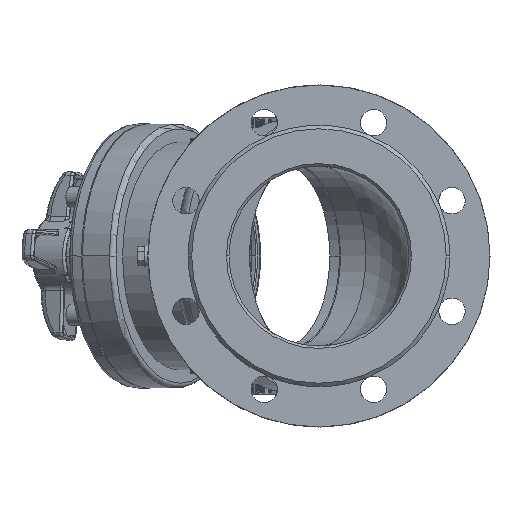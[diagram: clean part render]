
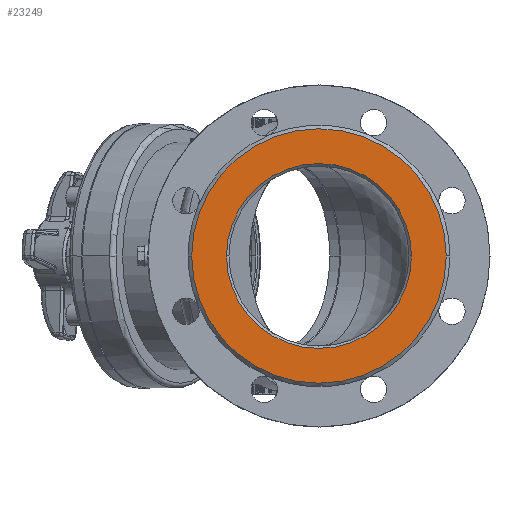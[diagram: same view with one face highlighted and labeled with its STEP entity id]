
A CAD part, left-side view. The second image highlights one B-rep face of the part: STEP entity #23249.
In plain terms, the highlighted planar face has unit normal (-1, 0, 0).
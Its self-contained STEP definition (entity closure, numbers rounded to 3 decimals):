
#1=CARTESIAN_POINT('',(0.,0.,0.));
#2=DIRECTION('',(1.,0.,0.));
#3=DIRECTION('',(0.,1.,0.));
#4=AXIS2_PLACEMENT_3D('',#1,#2,#3);
#6=CARTESIAN_POINT('',(0.,0.,0.));
#7=DIRECTION('',(1.,0.,0.));
#8=DIRECTION('',(0.,-1.,0.));
#9=AXIS2_PLACEMENT_3D('',#6,#7,#8);
#11=CARTESIAN_POINT('',(0.,0.,
0.));
#12=DIRECTION('',(-1.,0.,0.));
#13=DIRECTION('',(0.,-1.,0.));
#14=AXIS2_PLACEMENT_3D('',#11,#12,#13);
#16=CARTESIAN_POINT('',(0.,0.,
0.));
#17=DIRECTION('',(-1.,0.,0.));
#18=DIRECTION('',(0.,0.,1.));
#19=AXIS2_PLACEMENT_3D('',#16,#17,#18);
#21=CARTESIAN_POINT('',(0.,0.,
0.));
#22=DIRECTION('',(-1.,0.,0.));
#23=DIRECTION('',(0.,1.,0.));
#24=AXIS2_PLACEMENT_3D('',#21,#22,#23);
#26=CARTESIAN_POINT('',(0.,0.,
0.));
#27=DIRECTION('',(-1.,0.,0.));
#28=DIRECTION('',(0.,0.,-1.));
#29=AXIS2_PLACEMENT_3D('',#26,#27,#28);
#18606=CARTESIAN_POINT('',(0.,106.,0.));
#18607=CARTESIAN_POINT('',(0.,-106.,0.));
#18608=VERTEX_POINT('',#18606);
#18609=VERTEX_POINT('',#18607);
#18610=CARTESIAN_POINT('',(0.,-77.,
0.003));
#18611=CARTESIAN_POINT('',(0.,0.,
77.));
#18612=VERTEX_POINT('',#18610);
#18613=VERTEX_POINT('',#18611);
#18614=CARTESIAN_POINT('',(0.,77.,
0.003));
#18615=VERTEX_POINT('',#18614);
#18616=CARTESIAN_POINT('',(0.,0.,
-77.));
#18617=VERTEX_POINT('',#18616);
#23228=CARTESIAN_POINT('',(0.,0.,0.));
#23229=DIRECTION('',(1.,0.,0.));
#23230=DIRECTION('',(0.,-1.,0.));
#23231=AXIS2_PLACEMENT_3D('',#23228,#23229,#23230);
#23232=PLANE('',#23231);
#23234=ORIENTED_EDGE('',*,*,#23233,.T.);
#23236=ORIENTED_EDGE('',*,*,#23235,.T.);
#23237=EDGE_LOOP('',(#23234,#23236));
#23238=FACE_OUTER_BOUND('',#23237,.F.);
#23240=ORIENTED_EDGE('',*,*,#23239,.T.);
#23242=ORIENTED_EDGE('',*,*,#23241,.T.);
#23244=ORIENTED_EDGE('',*,*,#23243,.T.);
#23246=ORIENTED_EDGE('',*,*,#23245,.T.);
#23247=EDGE_LOOP('',(#23240,#23242,#23244,#23246));
#23248=FACE_BOUND('',#23247,.F.);
#23249=ADVANCED_FACE('',(#23238,#23248),#23232,.F.);
#5=CIRCLE('',#4,106.);
#10=CIRCLE('',#9,106.);
#15=CIRCLE('',#14,77.);
#20=CIRCLE('',#19,77.);
#25=CIRCLE('',#24,77.);
#30=CIRCLE('',#29,77.);
#23233=EDGE_CURVE('',#18608,#18609,#5,.T.);
#23235=EDGE_CURVE('',#18609,#18608,#10,.T.);
#23239=EDGE_CURVE('',#18612,#18613,#15,.T.);
#23241=EDGE_CURVE('',#18613,#18615,#20,.T.);
#23243=EDGE_CURVE('',#18615,#18617,#25,.T.);
#23245=EDGE_CURVE('',#18617,#18612,#30,.T.);
